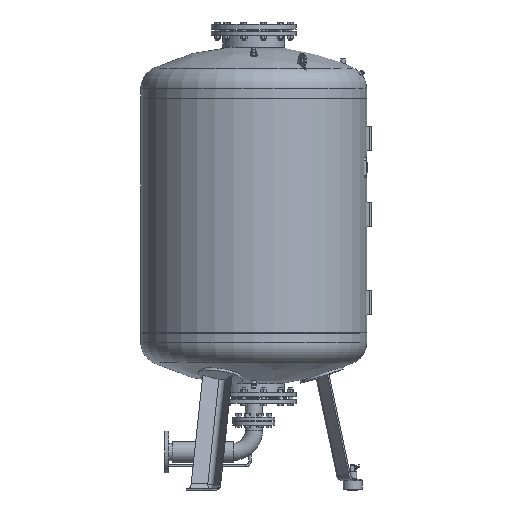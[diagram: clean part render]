
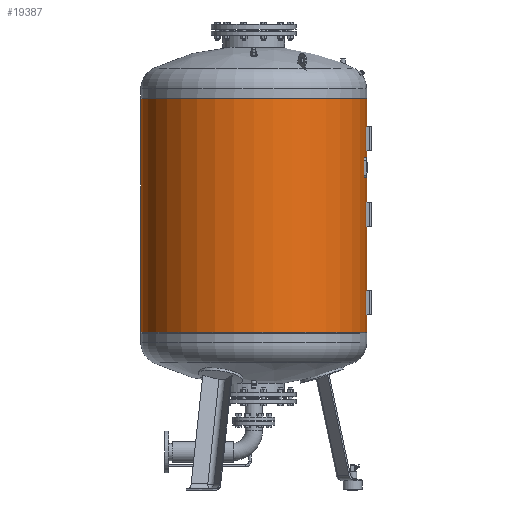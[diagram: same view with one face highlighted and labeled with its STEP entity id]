
A CAD part, left-side view. The second image highlights one B-rep face of the part: STEP entity #19387.
In plain terms, the highlighted cylindrical face has radius 500 mm (diameter 1000 mm), a full revolution.
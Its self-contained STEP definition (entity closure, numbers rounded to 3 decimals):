
#4152=CYLINDRICAL_SURFACE($,#21107,500.);
#4531=FACE_BOUND($,#6982,.T.);
#5487=FACE_OUTER_BOUND($,#6981,.T.);
#6981=EDGE_LOOP($,(#16042));
#6982=EDGE_LOOP($,(#16043));
#7992=CIRCLE($,#21100,500.);
#7995=CIRCLE($,#21106,500.);
#9423=VERTEX_POINT($,#31769);
#9426=VERTEX_POINT($,#31778);
#11744=EDGE_CURVE($,#9423,#9423,#7992,.T.);
#11747=EDGE_CURVE($,#9426,#9426,#7995,.T.);
#16042=ORIENTED_EDGE($,*,*,#11744,.T.);
#16043=ORIENTED_EDGE($,*,*,#11747,.F.);
#19387=ADVANCED_FACE($,(#5487,#4531),#4152,.T.);
#21100=AXIS2_PLACEMENT_3D($,#31770,#25442,#25443);
#21106=AXIS2_PLACEMENT_3D($,#31779,#25454,#25455);
#21107=AXIS2_PLACEMENT_3D($,#31780,#25456,#25457);
#25442=DIRECTION('center_axis',(0.,0.,1.));
#25443=DIRECTION('ref_axis',(1.,0.,0.));
#25454=DIRECTION('center_axis',(0.,0.,1.));
#25455=DIRECTION('ref_axis',(1.,0.,0.));
#25456=DIRECTION('center_axis',(0.,0.,1.));
#25457=DIRECTION('ref_axis',(1.,0.,0.));
#31769=CARTESIAN_POINT('',(500.,0.,698.));
#31770=CARTESIAN_POINT('Origin',(0.,0.,698.));
#31778=CARTESIAN_POINT('',(500.,0.,1732.));
#31779=CARTESIAN_POINT('Origin',(0.,0.,1732.));
#31780=CARTESIAN_POINT('Origin',(0.,0.,1464.75));
